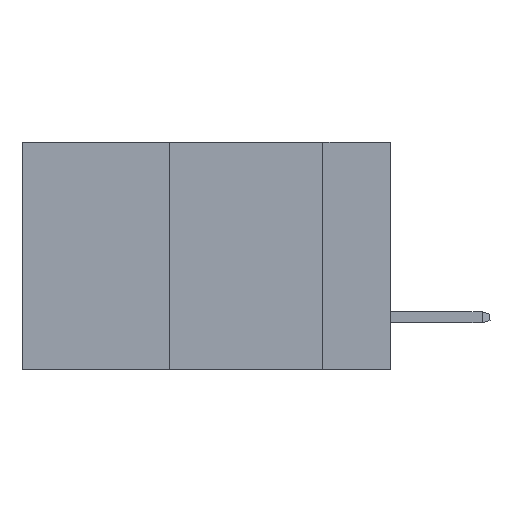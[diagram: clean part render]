
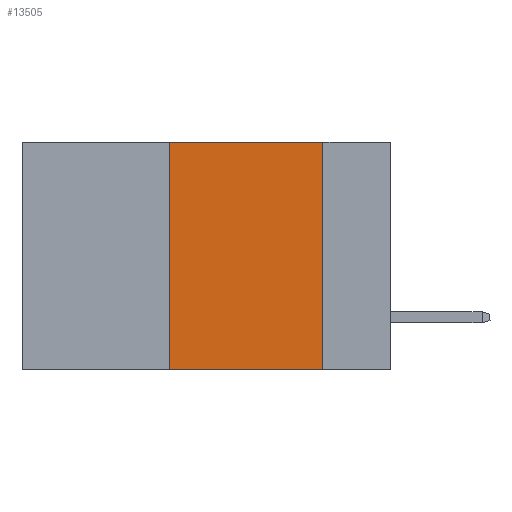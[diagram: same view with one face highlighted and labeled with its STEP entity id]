
A CAD part, left-side view. The second image highlights one B-rep face of the part: STEP entity #13505.
In plain terms, the highlighted planar face has unit normal (-1, 0, 0).
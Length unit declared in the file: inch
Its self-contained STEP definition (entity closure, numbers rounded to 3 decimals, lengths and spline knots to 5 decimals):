
#535 = DIRECTION ( 'NONE',  ( 0., 0., 1. ) ) ;
#1093 = EDGE_CURVE ( 'NONE', #6977, #12733, #2984, .T. ) ;
#1746 = DIRECTION ( 'NONE',  ( 0., -1., 0. ) ) ;
#1988 = DIRECTION ( 'NONE',  ( 0., 0., -1. ) ) ;
#2425 = AXIS2_PLACEMENT_3D ( 'NONE', #12455, #8290, #1988 ) ;
#2941 = LINE ( 'NONE', #12624, #10969 ) ;
#2984 = LINE ( 'NONE', #4445, #8240 ) ;
#3701 = CARTESIAN_POINT ( 'NONE',  ( 0., 0.11, -0.37 ) ) ;
#4445 = CARTESIAN_POINT ( 'NONE',  ( 0., 0.6, -0.37 ) ) ;
#4663 = CARTESIAN_POINT ( 'NONE',  ( 0., 0.36, 0. ) ) ;
#5511 = VERTEX_POINT ( 'NONE', #6932 ) ;
#5619 = EDGE_CURVE ( 'NONE', #5511, #12733, #2941, .T. ) ;
#6355 = ORIENTED_EDGE ( 'NONE', *, *, #5619, .F. ) ;
#6609 = EDGE_CURVE ( 'NONE', #6977, #7866, #8163, .T. ) ;
#6748 = VECTOR ( 'NONE', #1746, 39.37008 ) ;
#6932 = CARTESIAN_POINT ( 'NONE',  ( 0., 0.11, 0. ) ) ;
#6977 = VERTEX_POINT ( 'NONE', #10478 ) ;
#7089 = LINE ( 'NONE', #8045, #6748 ) ;
#7153 = EDGE_LOOP ( 'NONE', ( #6355, #12046, #9249, #9719 ) ) ;
#7213 = PLANE ( 'NONE',  #2425 ) ;
#7812 = VECTOR ( 'NONE', #535, 39.37008 ) ;
#7866 = VERTEX_POINT ( 'NONE', #9473 ) ;
#8045 = CARTESIAN_POINT ( 'NONE',  ( 0., 0.6, 0. ) ) ;
#8163 = LINE ( 'NONE', #4663, #7812 ) ;
#8240 = VECTOR ( 'NONE', #12853, 39.37008 ) ;
#8290 = DIRECTION ( 'NONE',  ( 1., 0., 0. ) ) ;
#8465 = DIRECTION ( 'NONE',  ( 0., 0., -1. ) ) ;
#8646 = FACE_OUTER_BOUND ( 'NONE', #7153, .T. ) ;
#9150 = EDGE_CURVE ( 'NONE', #7866, #5511, #7089, .T. ) ;
#9249 = ORIENTED_EDGE ( 'NONE', *, *, #6609, .F. ) ;
#9473 = CARTESIAN_POINT ( 'NONE',  ( 0., 0.36, 0. ) ) ;
#9719 = ORIENTED_EDGE ( 'NONE', *, *, #1093, .T. ) ;
#10478 = CARTESIAN_POINT ( 'NONE',  ( 0., 0.36, -0.37 ) ) ;
#10969 = VECTOR ( 'NONE', #8465, 39.37008 ) ;
#12046 = ORIENTED_EDGE ( 'NONE', *, *, #9150, .F. ) ;
#12455 = CARTESIAN_POINT ( 'NONE',  ( 0., 0.6, 0. ) ) ;
#12624 = CARTESIAN_POINT ( 'NONE',  ( 0., 0.11, 0. ) ) ;
#12733 = VERTEX_POINT ( 'NONE', #3701 ) ;
#12853 = DIRECTION ( 'NONE',  ( 0., -1., 0. ) ) ;
#13505 = ADVANCED_FACE ( 'NONE', ( #8646 ), #7213, .F. ) ;
